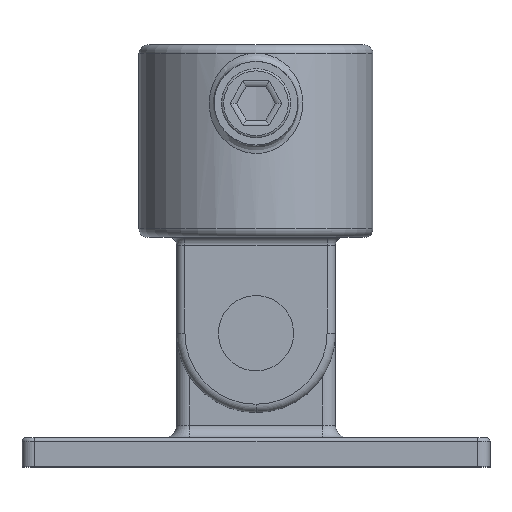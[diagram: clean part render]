
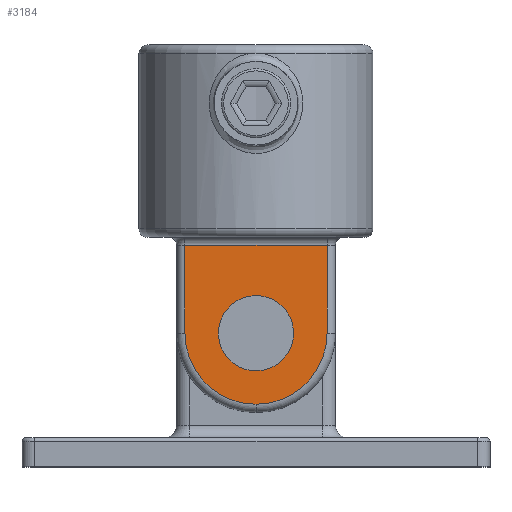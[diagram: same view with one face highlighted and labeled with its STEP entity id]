
A CAD part, top view. The second image highlights one B-rep face of the part: STEP entity #3184.
In plain terms, the highlighted planar face has unit normal (0, 0, 1).
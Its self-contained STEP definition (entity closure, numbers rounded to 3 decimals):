
#82 = DIRECTION ( 'NONE',  ( 0., 0., 1. ) ) ;
#474 = ORIENTED_EDGE ( 'NONE', *, *, #14599, .T. ) ;
#514 = ORIENTED_EDGE ( 'NONE', *, *, #14431, .T. ) ;
#780 = VECTOR ( 'NONE', #13043, 1000. ) ;
#973 = CIRCLE ( 'NONE', #12371, 17. ) ;
#1187 = ORIENTED_EDGE ( 'NONE', *, *, #1985, .T. ) ;
#1825 = LINE ( 'NONE', #6946, #2046 ) ;
#1985 = EDGE_CURVE ( 'NONE', #16606, #13231, #973, .T. ) ;
#2046 = VECTOR ( 'NONE', #14547, 1000. ) ;
#2120 = CARTESIAN_POINT ( 'NONE',  ( -19., 48., 12.5 ) ) ;
#2210 = LINE ( 'NONE', #2120, #10077 ) ;
#2747 = EDGE_LOOP ( 'NONE', ( #474 ) ) ;
#3084 = EDGE_CURVE ( 'NONE', #13231, #9058, #4219, .T. ) ;
#3184 = ADVANCED_FACE ( 'NONE', ( #7846, #6830 ), #11690, .F. ) ;
#3388 = VERTEX_POINT ( 'NONE', #13557 ) ;
#3498 = CARTESIAN_POINT ( 'NONE',  ( 17., 69., 12.5 ) ) ;
#3811 = DIRECTION ( 'NONE',  ( -1., 0., 0. ) ) ;
#3994 = VERTEX_POINT ( 'NONE', #5407 ) ;
#4029 = DIRECTION ( 'NONE',  ( -1., 0., 0. ) ) ;
#4197 = CARTESIAN_POINT ( 'NONE',  ( -17., 69., 12.5 ) ) ;
#4219 = CIRCLE ( 'NONE', #6076, 17. ) ;
#5077 = ORIENTED_EDGE ( 'NONE', *, *, #3084, .T. ) ;
#5113 = CARTESIAN_POINT ( 'NONE',  ( -19., 88., 12.5 ) ) ;
#5373 = ORIENTED_EDGE ( 'NONE', *, *, #11483, .T. ) ;
#5407 = CARTESIAN_POINT ( 'NONE',  ( -6.25, 69., 12.5 ) ) ;
#6076 = AXIS2_PLACEMENT_3D ( 'NONE', #8854, #7522, #3811 ) ;
#6648 = AXIS2_PLACEMENT_3D ( 'NONE', #12056, #16047, #8335 ) ;
#6830 = FACE_OUTER_BOUND ( 'NONE', #8186, .T. ) ;
#6946 = CARTESIAN_POINT ( 'NONE',  ( 17., 88., 12.5 ) ) ;
#7522 = DIRECTION ( 'NONE',  ( 0., 0., 1. ) ) ;
#7569 = ORIENTED_EDGE ( 'NONE', *, *, #12760, .T. ) ;
#7846 = FACE_BOUND ( 'NONE', #2747, .T. ) ;
#8186 = EDGE_LOOP ( 'NONE', ( #7569, #514, #5373, #1187, #5077 ) ) ;
#8335 = DIRECTION ( 'NONE',  ( -1., 0., 0. ) ) ;
#8346 = DIRECTION ( 'NONE',  ( 1., 0., 0. ) ) ;
#8854 = CARTESIAN_POINT ( 'NONE',  ( 0., 69., 12.5 ) ) ;
#8870 = CIRCLE ( 'NONE', #6648, 6.25 ) ;
#9058 = VERTEX_POINT ( 'NONE', #4197 ) ;
#9059 = DIRECTION ( 'NONE',  ( 0., 0., -1. ) ) ;
#10077 = VECTOR ( 'NONE', #8346, 1000. ) ;
#10408 = DIRECTION ( 'NONE',  ( -1., 0., 0. ) ) ;
#11229 = AXIS2_PLACEMENT_3D ( 'NONE', #5113, #9059, #4029 ) ;
#11378 = CARTESIAN_POINT ( 'NONE',  ( 17., 48., 12.5 ) ) ;
#11483 = EDGE_CURVE ( 'NONE', #14012, #16606, #1825, .T. ) ;
#11682 = LINE ( 'NONE', #14198, #780 ) ;
#11690 = PLANE ( 'NONE',  #11229 ) ;
#12056 = CARTESIAN_POINT ( 'NONE',  ( 0., 69., 12.5 ) ) ;
#12371 = AXIS2_PLACEMENT_3D ( 'NONE', #12925, #82, #10408 ) ;
#12760 = EDGE_CURVE ( 'NONE', #9058, #3388, #11682, .T. ) ;
#12925 = CARTESIAN_POINT ( 'NONE',  ( 0., 69., 12.5 ) ) ;
#13043 = DIRECTION ( 'NONE',  ( 0., -1., 0. ) ) ;
#13231 = VERTEX_POINT ( 'NONE', #15688 ) ;
#13557 = CARTESIAN_POINT ( 'NONE',  ( -17., 48., 12.5 ) ) ;
#14012 = VERTEX_POINT ( 'NONE', #11378 ) ;
#14198 = CARTESIAN_POINT ( 'NONE',  ( -17., 88., 12.5 ) ) ;
#14431 = EDGE_CURVE ( 'NONE', #3388, #14012, #2210, .T. ) ;
#14547 = DIRECTION ( 'NONE',  ( 0., 1., 0. ) ) ;
#14599 = EDGE_CURVE ( 'NONE', #3994, #3994, #8870, .T. ) ;
#15688 = CARTESIAN_POINT ( 'NONE',  ( 0., 86., 12.5 ) ) ;
#16047 = DIRECTION ( 'NONE',  ( 0., 0., -1. ) ) ;
#16606 = VERTEX_POINT ( 'NONE', #3498 ) ;
